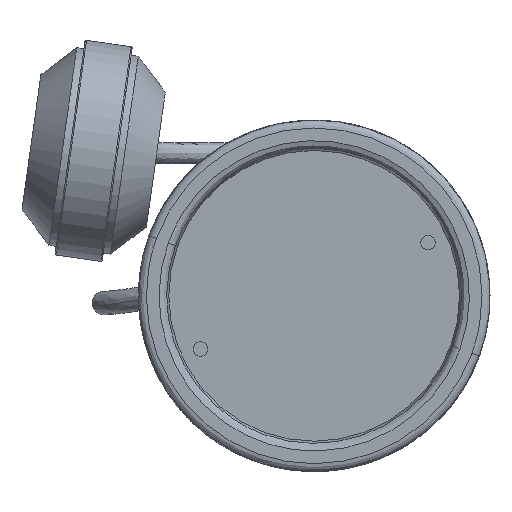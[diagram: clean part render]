
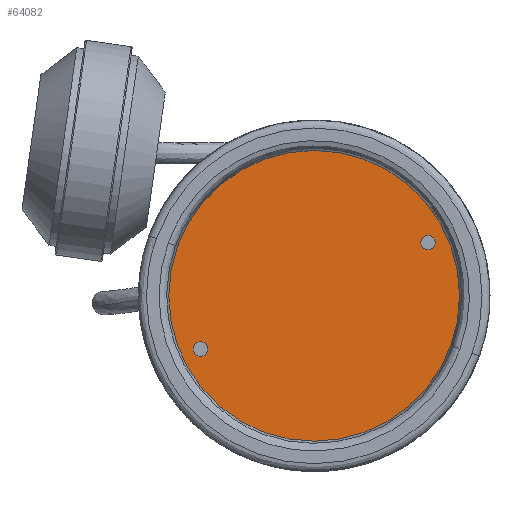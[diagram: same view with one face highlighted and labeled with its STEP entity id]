
A CAD part, front view. The second image highlights one B-rep face of the part: STEP entity #64082.
In plain terms, the highlighted planar face has unit normal (0, -1, 0).
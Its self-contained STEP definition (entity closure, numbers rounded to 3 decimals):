
#2027 = CARTESIAN_POINT ( 'NONE',  ( -33.588, 5.2, -33.588 ) ) ;
#5308 = EDGE_CURVE ( 'NONE', #49909, #69683, #63673, .T. ) ;
#7629 = ORIENTED_EDGE ( 'NONE', *, *, #18251, .T. ) ;
#9623 = EDGE_LOOP ( 'NONE', ( #27287, #26504 ) ) ;
#10438 = DIRECTION ( 'NONE',  ( 1., 0., 0. ) ) ;
#10700 = VERTEX_POINT ( 'NONE', #41686 ) ;
#11110 = PLANE ( 'NONE',  #53036 ) ;
#12511 = AXIS2_PLACEMENT_3D ( 'NONE', #54308, #37746, #59271 ) ;
#12799 = AXIS2_PLACEMENT_3D ( 'NONE', #68475, #36039, #26151 ) ;
#15732 = DIRECTION ( 'NONE',  ( 0., 1., 0. ) ) ;
#16081 = CARTESIAN_POINT ( 'NONE',  ( 33.588, 5.2, 33.588 ) ) ;
#16411 = FACE_BOUND ( 'NONE', #9623, .T. ) ;
#16813 = CARTESIAN_POINT ( 'NONE',  ( 30.838, 5.2, 33.588 ) ) ;
#16994 = CIRCLE ( 'NONE', #12511, 2.75 ) ;
#18251 = EDGE_CURVE ( 'NONE', #10700, #42414, #31578, .T. ) ;
#18490 = ORIENTED_EDGE ( 'NONE', *, *, #63725, .F. ) ;
#20527 = DIRECTION ( 'NONE',  ( 0., -1., 0. ) ) ;
#22591 = CARTESIAN_POINT ( 'NONE',  ( -36.338, 5.2, -33.588 ) ) ;
#23494 = DIRECTION ( 'NONE',  ( 0., -1., 0. ) ) ;
#24240 = VERTEX_POINT ( 'NONE', #29565 ) ;
#26151 = DIRECTION ( 'NONE',  ( 0., 0., -1. ) ) ;
#26504 = ORIENTED_EDGE ( 'NONE', *, *, #34020, .F. ) ;
#27287 = ORIENTED_EDGE ( 'NONE', *, *, #5308, .F. ) ;
#29565 = CARTESIAN_POINT ( 'NONE',  ( -30.838, 5.2, -33.588 ) ) ;
#31578 = CIRCLE ( 'NONE', #47344, 55. ) ;
#33842 = CARTESIAN_POINT ( 'NONE',  ( 0., 5.2, 55. ) ) ;
#34020 = EDGE_CURVE ( 'NONE', #69683, #49909, #57848, .T. ) ;
#35475 = CARTESIAN_POINT ( 'NONE',  ( 33.588, 5.2, 33.588 ) ) ;
#36039 = DIRECTION ( 'NONE',  ( 0., -1., 0. ) ) ;
#36751 = CARTESIAN_POINT ( 'NONE',  ( 0., 5.2, 0. ) ) ;
#36890 = DIRECTION ( 'NONE',  ( 0., -1., 0. ) ) ;
#37746 = DIRECTION ( 'NONE',  ( 0., -1., 0. ) ) ;
#37919 = FACE_BOUND ( 'NONE', #48056, .T. ) ;
#38265 = FACE_OUTER_BOUND ( 'NONE', #43259, .T. ) ;
#38722 = AXIS2_PLACEMENT_3D ( 'NONE', #16081, #36890, #10438 ) ;
#39102 = ORIENTED_EDGE ( 'NONE', *, *, #52852, .T. ) ;
#41686 = CARTESIAN_POINT ( 'NONE',  ( 0., 5.2, -55. ) ) ;
#42414 = VERTEX_POINT ( 'NONE', #33842 ) ;
#43259 = EDGE_LOOP ( 'NONE', ( #7629, #39102 ) ) ;
#43579 = DIRECTION ( 'NONE',  ( 0., 0., 1. ) ) ;
#44028 = CIRCLE ( 'NONE', #66518, 2.75 ) ;
#45043 = DIRECTION ( 'NONE',  ( 1., 0., 0. ) ) ;
#46769 = DIRECTION ( 'NONE',  ( 1., 0., 0. ) ) ;
#47344 = AXIS2_PLACEMENT_3D ( 'NONE', #36751, #20527, #58270 ) ;
#48056 = EDGE_LOOP ( 'NONE', ( #18490, #54191 ) ) ;
#48836 = CIRCLE ( 'NONE', #12799, 55. ) ;
#49688 = CARTESIAN_POINT ( 'NONE',  ( 36.338, 5.2, 33.588 ) ) ;
#49909 = VERTEX_POINT ( 'NONE', #49688 ) ;
#52852 = EDGE_CURVE ( 'NONE', #42414, #10700, #48836, .T. ) ;
#53036 = AXIS2_PLACEMENT_3D ( 'NONE', #59437, #15732, #43579 ) ;
#54191 = ORIENTED_EDGE ( 'NONE', *, *, #61679, .F. ) ;
#54308 = CARTESIAN_POINT ( 'NONE',  ( -33.588, 5.2, -33.588 ) ) ;
#54793 = AXIS2_PLACEMENT_3D ( 'NONE', #35475, #56647, #46769 ) ;
#56647 = DIRECTION ( 'NONE',  ( 0., -1., 0. ) ) ;
#57848 = CIRCLE ( 'NONE', #38722, 2.75 ) ;
#58270 = DIRECTION ( 'NONE',  ( 0., 0., -1. ) ) ;
#59271 = DIRECTION ( 'NONE',  ( 1., 0., 0. ) ) ;
#59437 = CARTESIAN_POINT ( 'NONE',  ( -110., 5.2, -110. ) ) ;
#59812 = VERTEX_POINT ( 'NONE', #22591 ) ;
#61679 = EDGE_CURVE ( 'NONE', #59812, #24240, #16994, .T. ) ;
#63673 = CIRCLE ( 'NONE', #54793, 2.75 ) ;
#63725 = EDGE_CURVE ( 'NONE', #24240, #59812, #44028, .T. ) ;
#64082 = ADVANCED_FACE ( 'NONE', ( #16411, #37919, #38265 ), #11110, .F. ) ;
#66518 = AXIS2_PLACEMENT_3D ( 'NONE', #2027, #23494, #45043 ) ;
#68475 = CARTESIAN_POINT ( 'NONE',  ( 0., 5.2, 0. ) ) ;
#69683 = VERTEX_POINT ( 'NONE', #16813 ) ;
